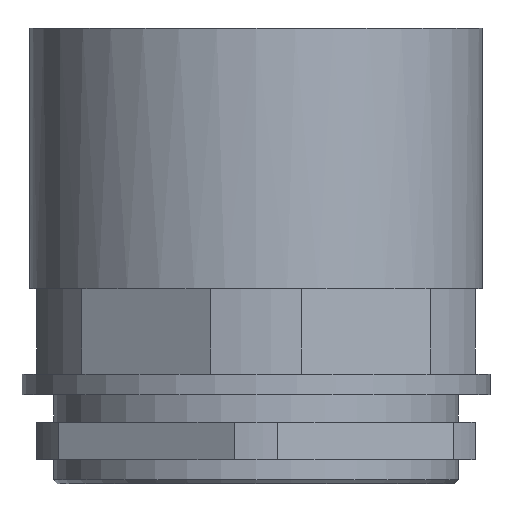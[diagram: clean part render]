
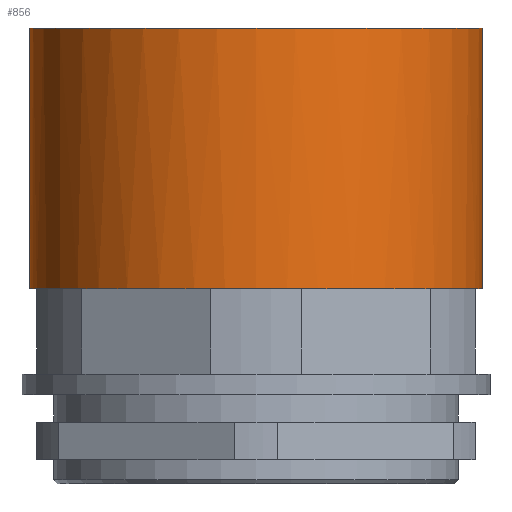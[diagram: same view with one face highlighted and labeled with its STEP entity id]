
A CAD part, front view. The second image highlights one B-rep face of the part: STEP entity #856.
In plain terms, the highlighted cylindrical face has radius 33 mm (diameter 66 mm), a partial arc.
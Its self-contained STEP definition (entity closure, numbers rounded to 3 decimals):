
#8 = EDGE_LOOP ( 'NONE', ( #715, #928, #1647, #1712, #1762, #225, #88, #1820, #408, #926 ) ) ;
#9 = DIRECTION ( 'NONE',  ( 0., 0., 1. ) ) ;
#22 = EDGE_CURVE ( 'NONE', #738, #1709, #219, .T. ) ;
#30 = CARTESIAN_POINT ( 'NONE',  ( -32., -8.062, 28.5 ) ) ;
#42 = AXIS2_PLACEMENT_3D ( 'NONE', #863, #9, #1012 ) ;
#49 = CARTESIAN_POINT ( 'NONE',  ( -9.018, -31.744, 28.5 ) ) ;
#54 = CARTESIAN_POINT ( 'NONE',  ( -33., 0., 28.5 ) ) ;
#87 = CARTESIAN_POINT ( 'NONE',  ( 0., 0., 28.5 ) ) ;
#88 = ORIENTED_EDGE ( 'NONE', *, *, #1685, .T. ) ;
#107 = AXIS2_PLACEMENT_3D ( 'NONE', #120, #1127, #273 ) ;
#111 = DIRECTION ( 'NONE',  ( 1., 0., 0. ) ) ;
#120 = CARTESIAN_POINT ( 'NONE',  ( 0., 0., 28.5 ) ) ;
#131 = AXIS2_PLACEMENT_3D ( 'NONE', #1045, #184, #1175 ) ;
#157 = CIRCLE ( 'NONE', #107, 33. ) ;
#163 = CARTESIAN_POINT ( 'NONE',  ( 0., 0., 28.5 ) ) ;
#167 = VERTEX_POINT ( 'NONE', #49 ) ;
#184 = DIRECTION ( 'NONE',  ( 0., 0., 1. ) ) ;
#190 = CARTESIAN_POINT ( 'NONE',  ( 0., 0., 28.5 ) ) ;
#199 = VERTEX_POINT ( 'NONE', #202 ) ;
#202 = CARTESIAN_POINT ( 'NONE',  ( 22.982, -23.682, 28.5 ) ) ;
#219 = CIRCLE ( 'NONE', #42, 33. ) ;
#225 = ORIENTED_EDGE ( 'NONE', *, *, #1579, .T. ) ;
#241 = DIRECTION ( 'NONE',  ( 1., 0., 0. ) ) ;
#273 = DIRECTION ( 'NONE',  ( 1., 0., 0. ) ) ;
#311 = DIRECTION ( 'NONE',  ( 1., 0., 0. ) ) ;
#326 = VERTEX_POINT ( 'NONE', #523 ) ;
#335 = DIRECTION ( 'NONE',  ( 1., 0., 0. ) ) ;
#370 = CARTESIAN_POINT ( 'NONE',  ( 0., 0., 66.5 ) ) ;
#379 = CIRCLE ( 'NONE', #791, 33. ) ;
#383 = VERTEX_POINT ( 'NONE', #1117 ) ;
#408 = ORIENTED_EDGE ( 'NONE', *, *, #739, .T. ) ;
#420 = AXIS2_PLACEMENT_3D ( 'NONE', #190, #1183, #335 ) ;
#453 = DIRECTION ( 'NONE',  ( 0., 0., 1. ) ) ;
#486 = EDGE_CURVE ( 'NONE', #1047, #199, #1075, .T. ) ;
#510 = CIRCLE ( 'NONE', #1309, 33. ) ;
#523 = CARTESIAN_POINT ( 'NONE',  ( -33., 0., 66.5 ) ) ;
#552 = VERTEX_POINT ( 'NONE', #1234 ) ;
#611 = AXIS2_PLACEMENT_3D ( 'NONE', #87, #1097, #241 ) ;
#701 = FACE_OUTER_BOUND ( 'NONE', #8, .T. ) ;
#715 = ORIENTED_EDGE ( 'NONE', *, *, #1073, .F. ) ;
#738 = VERTEX_POINT ( 'NONE', #30 ) ;
#739 = EDGE_CURVE ( 'NONE', #199, #383, #379, .T. ) ;
#791 = AXIS2_PLACEMENT_3D ( 'NONE', #1305, #453, #1452 ) ;
#856 = ADVANCED_FACE ( 'NONE', ( #701 ), #987, .T. ) ;
#863 = CARTESIAN_POINT ( 'NONE',  ( 0., 0., 28.5 ) ) ;
#879 = EDGE_CURVE ( 'NONE', #326, #1718, #1030, .T. ) ;
#926 = ORIENTED_EDGE ( 'NONE', *, *, #1165, .T. ) ;
#928 = ORIENTED_EDGE ( 'NONE', *, *, #1667, .F. ) ;
#934 = CARTESIAN_POINT ( 'NONE',  ( 9.018, -31.744, 28.5 ) ) ;
#974 = DIRECTION ( 'NONE',  ( 0., 0., 1. ) ) ;
#987 = CYLINDRICAL_SURFACE ( 'NONE', #1633, 33. ) ;
#1012 = DIRECTION ( 'NONE',  ( 1., 0., 0. ) ) ;
#1025 = CARTESIAN_POINT ( 'NONE',  ( 33., 0., 66.5 ) ) ;
#1030 = LINE ( 'NONE', #1653, #1680 ) ;
#1045 = CARTESIAN_POINT ( 'NONE',  ( 0., 0., 66.5 ) ) ;
#1047 = VERTEX_POINT ( 'NONE', #934 ) ;
#1073 = EDGE_CURVE ( 'NONE', #1614, #552, #1781, .T. ) ;
#1075 = CIRCLE ( 'NONE', #611, 33. ) ;
#1092 = DIRECTION ( 'NONE',  ( -1., 0., 0. ) ) ;
#1097 = DIRECTION ( 'NONE',  ( 0., 0., 1. ) ) ;
#1117 = CARTESIAN_POINT ( 'NONE',  ( 32., -8.062, 28.5 ) ) ;
#1127 = DIRECTION ( 'NONE',  ( 0., 0., 1. ) ) ;
#1161 = DIRECTION ( 'NONE',  ( 0., 0., 1. ) ) ;
#1165 = EDGE_CURVE ( 'NONE', #383, #552, #157, .T. ) ;
#1175 = DIRECTION ( 'NONE',  ( 1., 0., 0. ) ) ;
#1183 = DIRECTION ( 'NONE',  ( 0., 0., 1. ) ) ;
#1188 = CARTESIAN_POINT ( 'NONE',  ( -22.982, -23.682, 28.5 ) ) ;
#1207 = AXIS2_PLACEMENT_3D ( 'NONE', #1806, #974, #111 ) ;
#1210 = CARTESIAN_POINT ( 'NONE',  ( 33., 0., 66.5 ) ) ;
#1231 = DIRECTION ( 'NONE',  ( 0., 0., -1. ) ) ;
#1234 = CARTESIAN_POINT ( 'NONE',  ( 33., 0., 28.5 ) ) ;
#1305 = CARTESIAN_POINT ( 'NONE',  ( 0., 0., 28.5 ) ) ;
#1309 = AXIS2_PLACEMENT_3D ( 'NONE', #163, #1161, #311 ) ;
#1369 = DIRECTION ( 'NONE',  ( 0., 0., -1. ) ) ;
#1388 = CIRCLE ( 'NONE', #131, 33. ) ;
#1422 = VECTOR ( 'NONE', #1773, 1000. ) ;
#1435 = CIRCLE ( 'NONE', #420, 33. ) ;
#1452 = DIRECTION ( 'NONE',  ( 1., 0., 0. ) ) ;
#1562 = EDGE_CURVE ( 'NONE', #1718, #738, #1692, .T. ) ;
#1579 = EDGE_CURVE ( 'NONE', #1709, #167, #510, .T. ) ;
#1614 = VERTEX_POINT ( 'NONE', #1025 ) ;
#1633 = AXIS2_PLACEMENT_3D ( 'NONE', #370, #1369, #1092 ) ;
#1647 = ORIENTED_EDGE ( 'NONE', *, *, #879, .T. ) ;
#1653 = CARTESIAN_POINT ( 'NONE',  ( -33., 0., 66.5 ) ) ;
#1667 = EDGE_CURVE ( 'NONE', #326, #1614, #1388, .T. ) ;
#1680 = VECTOR ( 'NONE', #1231, 1000. ) ;
#1685 = EDGE_CURVE ( 'NONE', #167, #1047, #1435, .T. ) ;
#1692 = CIRCLE ( 'NONE', #1207, 33. ) ;
#1709 = VERTEX_POINT ( 'NONE', #1188 ) ;
#1712 = ORIENTED_EDGE ( 'NONE', *, *, #1562, .T. ) ;
#1718 = VERTEX_POINT ( 'NONE', #54 ) ;
#1762 = ORIENTED_EDGE ( 'NONE', *, *, #22, .T. ) ;
#1773 = DIRECTION ( 'NONE',  ( 0., 0., -1. ) ) ;
#1781 = LINE ( 'NONE', #1210, #1422 ) ;
#1806 = CARTESIAN_POINT ( 'NONE',  ( 0., 0., 28.5 ) ) ;
#1820 = ORIENTED_EDGE ( 'NONE', *, *, #486, .T. ) ;
